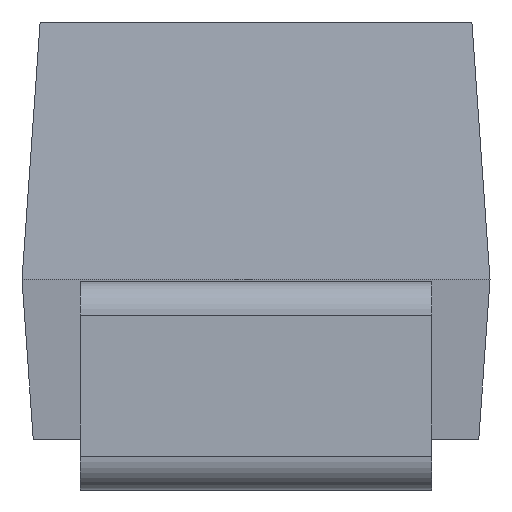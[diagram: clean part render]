
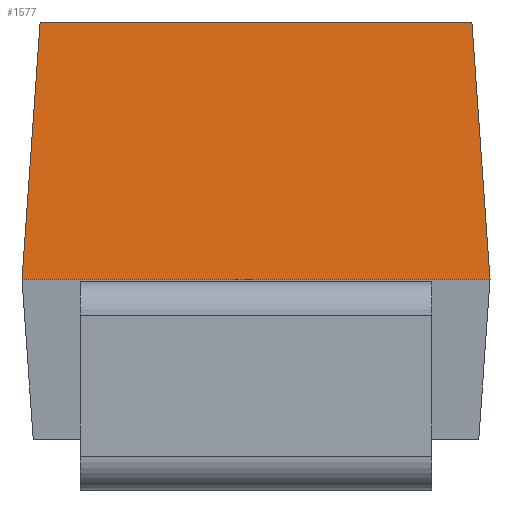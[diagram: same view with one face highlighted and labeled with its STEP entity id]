
A CAD part, left-side view. The second image highlights one B-rep face of the part: STEP entity #1577.
In plain terms, the highlighted free-form (B-spline) face has degree [1, 1] with [2, 2] control points.
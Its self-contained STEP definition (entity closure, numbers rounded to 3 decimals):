
#805 = VERTEX_POINT('',#806);
#806 = CARTESIAN_POINT('',(-0.87,-0.6,0.54));
#856 = VERTEX_POINT('',#857);
#857 = CARTESIAN_POINT('',(-0.87,0.6,0.54));
#1197 = EDGE_CURVE('',#856,#805,#1198,.T.);
#1198 = LINE('',#1199,#1200);
#1199 = CARTESIAN_POINT('',(-0.87,0.6,0.54));
#1200 = VECTOR('',#1201,1.);
#1201 = DIRECTION('',(0.,-1.,0.));
#1487 = VERTEX_POINT('',#1488);
#1488 = CARTESIAN_POINT('',(-0.824,-0.554,1.2));
#1494 = EDGE_CURVE('',#805,#1487,#1495,.T.);
#1495 = B_SPLINE_CURVE_WITH_KNOTS('',1,(#1496,#1497),.UNSPECIFIED.,.F.,
.F.,(2,2),(0.,1.),.PIECEWISE_BEZIER_KNOTS.);
#1496 = CARTESIAN_POINT('',(-0.87,-0.6,0.54));
#1497 = CARTESIAN_POINT('',(-0.824,-0.554,1.2));
#1508 = EDGE_CURVE('',#856,#1509,#1511,.T.);
#1509 = VERTEX_POINT('',#1510);
#1510 = CARTESIAN_POINT('',(-0.824,0.554,1.2));
#1511 = B_SPLINE_CURVE_WITH_KNOTS('',1,(#1512,#1513),.UNSPECIFIED.,.F.,
.F.,(2,2),(0.,1.),.PIECEWISE_BEZIER_KNOTS.);
#1512 = CARTESIAN_POINT('',(-0.87,0.6,0.54));
#1513 = CARTESIAN_POINT('',(-0.824,0.554,1.2));
#1532 = EDGE_CURVE('',#1509,#1487,#1533,.T.);
#1533 = LINE('',#1534,#1535);
#1534 = CARTESIAN_POINT('',(-0.824,0.554,1.2));
#1535 = VECTOR('',#1536,1.);
#1536 = DIRECTION('',(0.,-1.,0.));
#1577 = ADVANCED_FACE('',(#1578),#1584,.T.);
#1578 = FACE_BOUND('',#1579,.T.);
#1579 = EDGE_LOOP('',(#1580,#1581,#1582,#1583));
#1580 = ORIENTED_EDGE('',*,*,#1197,.T.);
#1581 = ORIENTED_EDGE('',*,*,#1494,.T.);
#1582 = ORIENTED_EDGE('',*,*,#1532,.F.);
#1583 = ORIENTED_EDGE('',*,*,#1508,.F.);
#1584 = B_SPLINE_SURFACE_WITH_KNOTS('',1,1,(
(#1585,#1586)
,(#1587,#1588
)),.UNSPECIFIED.,.F.,.F.,.F.,(2,2),(2,2),(0.,1.2),(0.,1.),
.PIECEWISE_BEZIER_KNOTS.);
#1585 = CARTESIAN_POINT('',(-0.87,0.6,0.54));
#1586 = CARTESIAN_POINT('',(-0.824,0.554,1.2));
#1587 = CARTESIAN_POINT('',(-0.87,-0.6,0.54));
#1588 = CARTESIAN_POINT('',(-0.824,-0.554,1.2));
